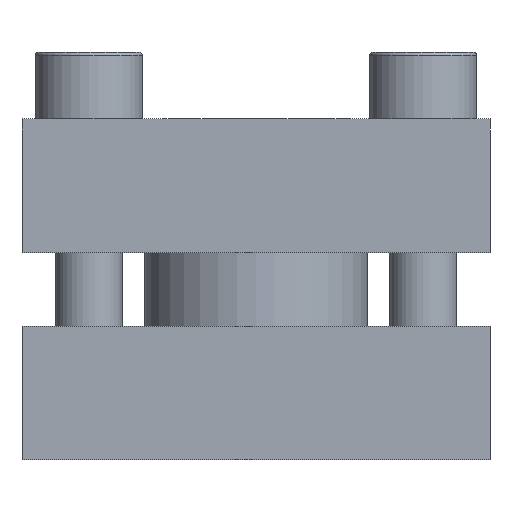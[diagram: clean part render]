
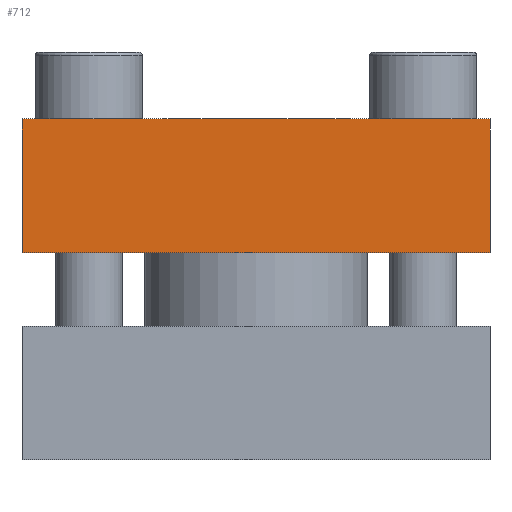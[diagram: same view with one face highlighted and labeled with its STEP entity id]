
A CAD part, front view. The second image highlights one B-rep face of the part: STEP entity #712.
In plain terms, the highlighted planar face has unit normal (0, -1, 0).
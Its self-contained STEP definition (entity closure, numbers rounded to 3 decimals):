
#656=CARTESIAN_POINT('',(35.,-125.,25.5));
#657=VERTEX_POINT('',#656);
#664=CARTESIAN_POINT('',(35.,-125.,5.5));
#665=VERTEX_POINT('',#664);
#666=CARTESIAN_POINT('',(35.,-125.,5.5));
#667=DIRECTION('',(-0.,-0.,1.));
#668=VECTOR('',#667,20.);
#669=LINE('',#666,#668);
#670=EDGE_CURVE('NONE',#665,#657,#669,.T.);
#682=CARTESIAN_POINT('',(-35.,-125.,5.5));
#683=DIRECTION('',(0.,1.,0.));
#684=DIRECTION('',(1.,0.,0.));
#685=AXIS2_PLACEMENT_3D('',#682,#683,#684);
#686=PLANE('',#685);
#687=CARTESIAN_POINT('',(-35.,-125.,25.5));
#688=VERTEX_POINT('',#687);
#689=CARTESIAN_POINT('',(35.,-125.,25.5));
#690=DIRECTION('',(-1.,-0.,-0.));
#691=VECTOR('',#690,70.);
#692=LINE('',#689,#691);
#693=EDGE_CURVE('NONE',#657,#688,#692,.T.);
#694=ORIENTED_EDGE('',*,*,#693,.T.);
#695=CARTESIAN_POINT('',(-35.,-125.,5.5));
#696=VERTEX_POINT('',#695);
#697=CARTESIAN_POINT('',(-35.,-125.,5.5));
#698=DIRECTION('',(-0.,-0.,1.));
#699=VECTOR('',#698,20.);
#700=LINE('',#697,#699);
#701=EDGE_CURVE('NONE',#696,#688,#700,.T.);
#702=ORIENTED_EDGE('',*,*,#701,.F.);
#703=CARTESIAN_POINT('',(35.,-125.,5.5));
#704=DIRECTION('',(-1.,-0.,-0.));
#705=VECTOR('',#704,70.);
#706=LINE('',#703,#705);
#707=EDGE_CURVE('NONE',#665,#696,#706,.T.);
#708=ORIENTED_EDGE('',*,*,#707,.F.);
#709=ORIENTED_EDGE('',*,*,#670,.T.);
#710=EDGE_LOOP('',(#694,#702,#708,#709));
#711=FACE_BOUND('',#710,.T.);
#712=ADVANCED_FACE('NONE',(#711),#686,.F.);
